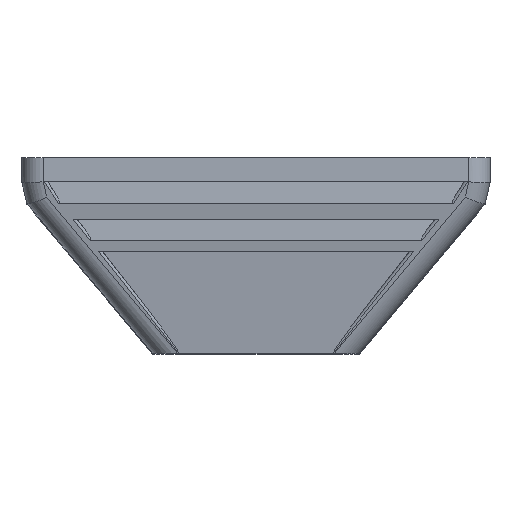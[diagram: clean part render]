
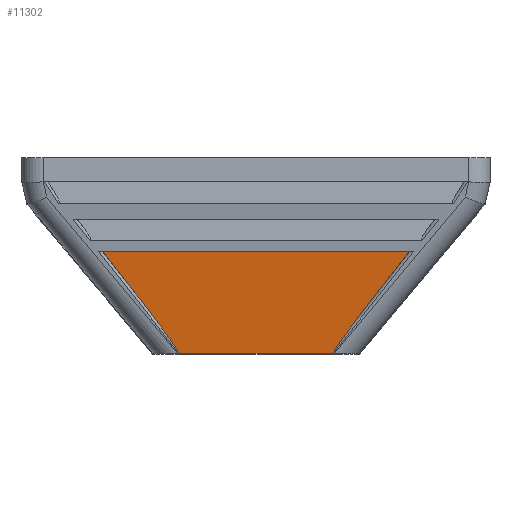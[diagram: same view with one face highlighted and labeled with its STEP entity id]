
A CAD part, top view. The second image highlights one B-rep face of the part: STEP entity #11302.
In plain terms, the highlighted planar face has unit normal (0, -0.118, 0.993).
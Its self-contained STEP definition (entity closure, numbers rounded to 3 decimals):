
#529 =( BOUNDED_CURVE ( )  B_SPLINE_CURVE ( 3, ( #1425, #1437, #1415, #1454 ),
 .UNSPECIFIED., .F., .F. ) 
 B_SPLINE_CURVE_WITH_KNOTS ( ( 4, 4 ),
 ( 4.744, 6.315 ),
 .UNSPECIFIED. ) 
 CURVE ( )  GEOMETRIC_REPRESENTATION_ITEM ( )  RATIONAL_B_SPLINE_CURVE ( ( 1., 0.805, 0.805, 1. ) ) 
 REPRESENTATION_ITEM ( '' )  );
#564 =( BOUNDED_CURVE ( )  B_SPLINE_CURVE ( 3, ( #1670, #1649, #1640, #1676 ),
 .UNSPECIFIED., .F., .T. ) 
 B_SPLINE_CURVE_WITH_KNOTS ( ( 4, 4 ),
 ( 3.11, 4.681 ),
 .UNSPECIFIED. ) 
 CURVE ( )  GEOMETRIC_REPRESENTATION_ITEM ( )  RATIONAL_B_SPLINE_CURVE ( ( 1., 0.805, 0.805, 1. ) ) 
 REPRESENTATION_ITEM ( '' )  );
#1415 = CARTESIAN_POINT ( 'NONE',  ( -280.248, -365., 1155. ) ) ;
#1425 = CARTESIAN_POINT ( 'NONE',  ( -425.862, -172.214, 1177.988 ) ) ;
#1436 = DIRECTION ( 'NONE',  ( 1., 0., 0. ) ) ;
#1437 = CARTESIAN_POINT ( 'NONE',  ( -337.489, -285.145, 1164.522 ) ) ;
#1442 = LINE ( 'NONE', #1453, #8736 ) ;
#1453 = CARTESIAN_POINT ( 'NONE',  ( -275., -365., 1155. ) ) ;
#1454 = CARTESIAN_POINT ( 'NONE',  ( -287.67, -365., 1155. ) ) ;
#1640 = CARTESIAN_POINT ( 'NONE',  ( 337.489, -285.145, 1164.522 ) ) ;
#1641 = LINE ( 'NONE', #1680, #8763 ) ;
#1649 = CARTESIAN_POINT ( 'NONE',  ( 280.248, -365., 1155. ) ) ;
#1669 = DIRECTION ( 'NONE',  ( 1., 0., 0. ) ) ;
#1670 = CARTESIAN_POINT ( 'NONE',  ( 287.67, -365., 1155. ) ) ;
#1676 = CARTESIAN_POINT ( 'NONE',  ( 425.862, -172.214, 1177.988 ) ) ;
#1680 = CARTESIAN_POINT ( 'NONE',  ( -275., 15., 1200.313 ) ) ;
#1701 = DIRECTION ( 'NONE',  ( 0.614, -0.784, -0.093 ) ) ;
#1718 = CARTESIAN_POINT ( 'NONE',  ( -586.951, 33.641, 1202.535 ) ) ;
#1725 = LINE ( 'NONE', #1718, #8841 ) ;
#1732 = CARTESIAN_POINT ( 'NONE',  ( 586.951, 33.641, 1202.535 ) ) ;
#1738 = DIRECTION ( 'NONE',  ( 0.614, 0.784, 0.093 ) ) ;
#1768 = LINE ( 'NONE', #1732, #8822 ) ;
#2263 = CARTESIAN_POINT ( 'NONE',  ( 572.364, 15., 1200.313 ) ) ;
#2265 = CARTESIAN_POINT ( 'NONE',  ( -572.364, 15., 1200.313 ) ) ;
#2278 = CARTESIAN_POINT ( 'NONE',  ( -425.862, -172.214, 1177.988 ) ) ;
#2300 = CARTESIAN_POINT ( 'NONE',  ( -287.67, -365., 1155. ) ) ;
#2328 = CARTESIAN_POINT ( 'NONE',  ( 425.862, -172.214, 1177.988 ) ) ;
#2364 = CARTESIAN_POINT ( 'NONE',  ( 287.67, -365., 1155. ) ) ;
#3401 = AXIS2_PLACEMENT_3D ( 'NONE', #4830, #4796, #4774 ) ;
#4774 = DIRECTION ( 'NONE',  ( 0., 0.993, 0.118 ) ) ;
#4796 = DIRECTION ( 'NONE',  ( 0., 0.118, -0.993 ) ) ;
#4798 = PLANE ( 'NONE',  #3401 ) ;
#4820 = FACE_OUTER_BOUND ( 'NONE', #14356, .T. ) ;
#4830 = CARTESIAN_POINT ( 'NONE',  ( -275., 15., 1200.313 ) ) ;
#8736 = VECTOR ( 'NONE', #1436, 1000. ) ;
#8763 = VECTOR ( 'NONE', #1669, 1000. ) ;
#8822 = VECTOR ( 'NONE', #1738, 1000. ) ;
#8841 = VECTOR ( 'NONE', #1701, 1000. ) ;
#9040 = ORIENTED_EDGE ( 'NONE', *, *, #9557, .F. ) ;
#9075 = ORIENTED_EDGE ( 'NONE', *, *, #9564, .T. ) ;
#9084 = ORIENTED_EDGE ( 'NONE', *, *, #9582, .T. ) ;
#9089 = ORIENTED_EDGE ( 'NONE', *, *, #9489, .T. ) ;
#9110 = ORIENTED_EDGE ( 'NONE', *, *, #9490, .T. ) ;
#9111 = ORIENTED_EDGE ( 'NONE', *, *, #9587, .T. ) ;
#9489 = EDGE_CURVE ( 'NONE', #10466, #10529, #1442, .T. ) ;
#9490 = EDGE_CURVE ( 'NONE', #10501, #10466, #529, .T. ) ;
#9557 = EDGE_CURVE ( 'NONE', #10451, #10497, #1641, .T. ) ;
#9564 = EDGE_CURVE ( 'NONE', #10529, #10545, #564, .T. ) ;
#9582 = EDGE_CURVE ( 'NONE', #10451, #10501, #1725, .T. ) ;
#9587 = EDGE_CURVE ( 'NONE', #10545, #10497, #1768, .T. ) ;
#10451 = VERTEX_POINT ( 'NONE', #2265 ) ;
#10466 = VERTEX_POINT ( 'NONE', #2300 ) ;
#10497 = VERTEX_POINT ( 'NONE', #2263 ) ;
#10501 = VERTEX_POINT ( 'NONE', #2278 ) ;
#10529 = VERTEX_POINT ( 'NONE', #2364 ) ;
#10545 = VERTEX_POINT ( 'NONE', #2328 ) ;
#11302 = ADVANCED_FACE ( 'NONE', ( #4820 ), #4798, .F. ) ;
#14356 = EDGE_LOOP ( 'NONE', ( #9089, #9075, #9111, #9040, #9084, #9110 ) ) ;
